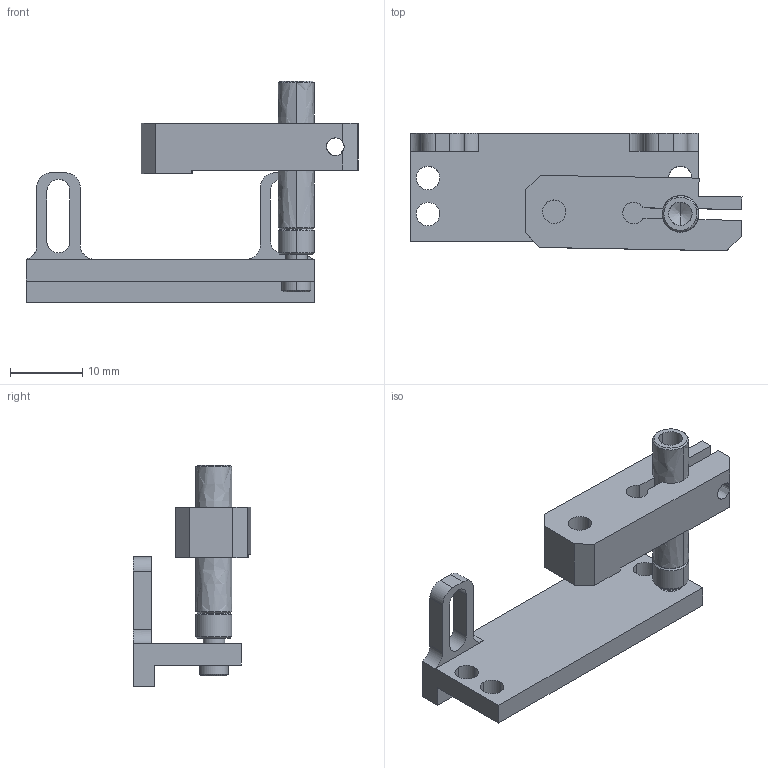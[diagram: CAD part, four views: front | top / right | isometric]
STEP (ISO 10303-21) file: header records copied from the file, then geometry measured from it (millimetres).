
FILE_DESCRIPTION(/* description */ (''),/* implementation_level */ '2;1');
FILE_NAME(/* name */ '30-ENQ_2',/* time_stamp */ '2024-12-04T16:38:38+03:00',/* author */ (''),/* organization */ (''),/* preprocessor_version */ 'ST-DEVELOPER v15',/* originating_system */ '',/* authorisation */ '');
FILE_SCHEMA (('AUTOMOTIVE_DESIGN'));
Length unit declared in the file: millimetre
Products named in the file (1): Document
Bounding box: 46.04 x 16.31 x 30.7 mm (x, y, z)
Volume: 4225.3 mm3; surface area: 4118.4 mm2
Topology: 3 solids, 3 shells, 100 faces, 274 edges, 179 vertices
Faces by surface type: bspline 57, plane 43
Entity records: 3645 total; most frequent: CARTESIAN_POINT 2042, ORIENTED_EDGE 544, EDGE_CURVE 272, VERTEX_POINT 179, EDGE_LOOP 121, B_SPLINE_CURVE_WITH_KNOTS 106, ADVANCED_FACE 100, FACE_OUTER_BOUND 100
